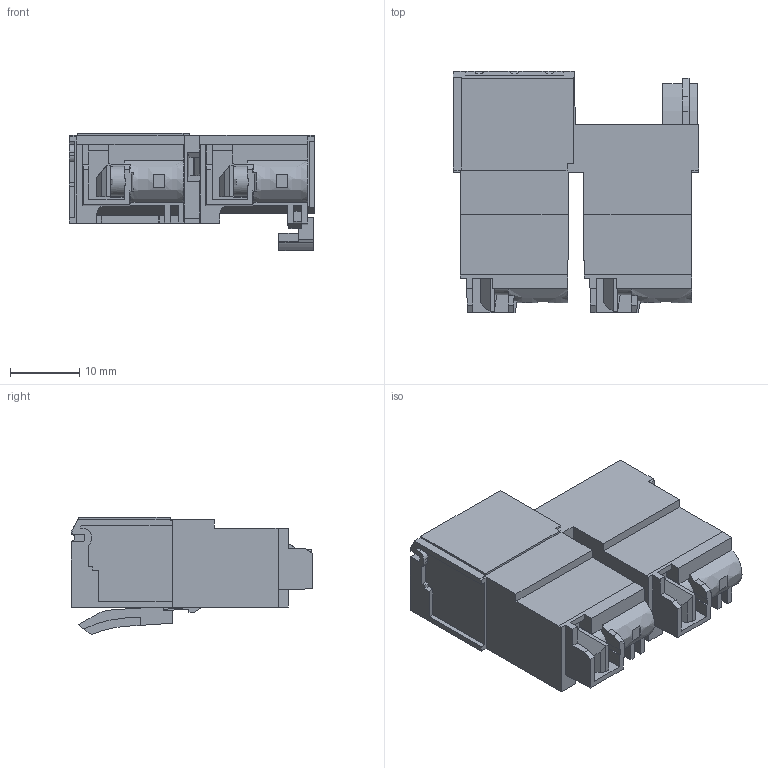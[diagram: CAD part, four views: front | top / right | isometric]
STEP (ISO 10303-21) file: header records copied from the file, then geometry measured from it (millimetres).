
FILE_DESCRIPTION(('Creo Elements/Direct Modeling STEP Export'),'2;1');
FILE_NAME('model.stp','2024-05-22T 9:19:30',(''),(''),'Creo Elements/Direct Modeling STEP processor for AP214 (Solid Model)','Creo Elements/Direct Modeling 20.1D 10-Oct-2020 (C) Parametric Technology GmbH','');
FILE_SCHEMA(('AUTOMOTIVE_DESIGN { 1 0 10303 214 1 1 1 1 }'));
Length unit declared in the file: millimetre
Products named in the file (2): SPP_R_2-SELECT
Assembly tree (1 placements, depth 2):
  SPP_R_2-SELECT
    SPP_R_2-SELECT
Bounding box: 35.4 x 34.87 x 16.96 mm (x, y, z)
Volume: 9550.4 mm3; surface area: 5491.1 mm2
Topology: 1 solids, 1 shells, 576 faces, 1615 edges, 1043 vertices
Faces by surface type: plane 432, cylinder 76, bspline 54, extrusion 14
Entity records: 24880 total; most frequent: CARTESIAN_POINT 8781, ORIENTED_EDGE 3230, DIRECTION 2314, EDGE_CURVE 1615, VECTOR 1192, LINE 1175, VERTEX_POINT 1043, EDGE_LOOP 582
